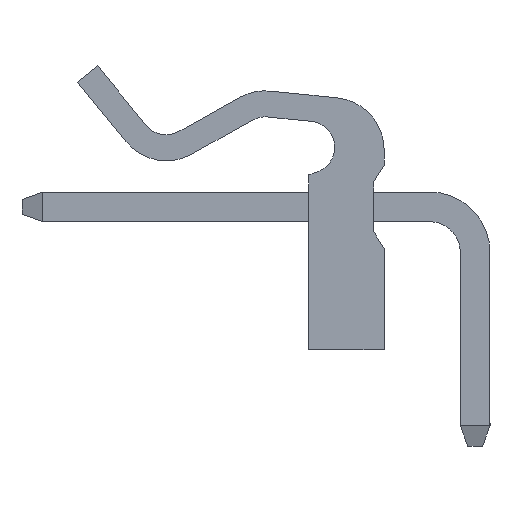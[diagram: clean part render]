
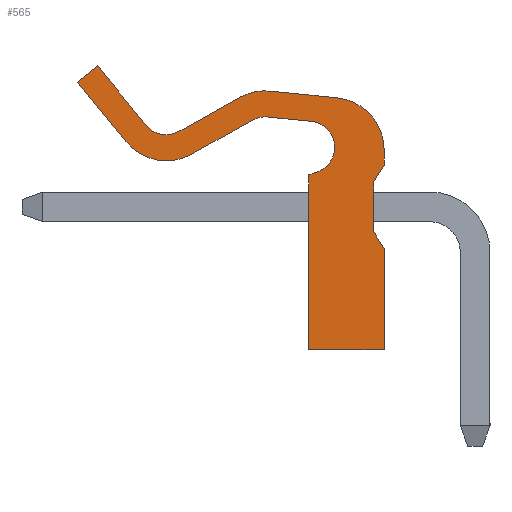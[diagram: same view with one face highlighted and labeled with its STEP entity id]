
A CAD part, left-side view. The second image highlights one B-rep face of the part: STEP entity #565.
In plain terms, the highlighted planar face has unit normal (-1, 0, 0).
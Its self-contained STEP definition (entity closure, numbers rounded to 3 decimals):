
#565=ADVANCED_FACE('',(#952),#954,.T.);
#952=FACE_BOUND('',#953,.T.);
#953=EDGE_LOOP('',(#1265,#1266,#1267,#1268,#1269,#1270,#1271,#1272,#1273,#1274,#1275,
#1276,#1277,#1278,#1279,#1280,#1281,#1282,#1283,#1284,#1285));
#954=PLANE('',#955);
#955=AXIS2_PLACEMENT_3D('',#956,#957,#958);
#956=CARTESIAN_POINT('',(-1.98,0.,0.));
#957=DIRECTION('',(-1.,0.,0.));
#958=DIRECTION('',(0.,0.,-1.));
#1265=ORIENTED_EDGE('',*,*,#1476,.T.);
#1266=ORIENTED_EDGE('',*,*,#1477,.T.);
#1267=ORIENTED_EDGE('',*,*,#1478,.T.);
#1268=ORIENTED_EDGE('',*,*,#1479,.T.);
#1269=ORIENTED_EDGE('',*,*,#1480,.T.);
#1270=ORIENTED_EDGE('',*,*,#1481,.T.);
#1271=ORIENTED_EDGE('',*,*,#1482,.T.);
#1272=ORIENTED_EDGE('',*,*,#1483,.T.);
#1273=ORIENTED_EDGE('',*,*,#1484,.T.);
#1274=ORIENTED_EDGE('',*,*,#1485,.T.);
#1275=ORIENTED_EDGE('',*,*,#1486,.T.);
#1276=ORIENTED_EDGE('',*,*,#1487,.T.);
#1277=ORIENTED_EDGE('',*,*,#1488,.T.);
#1278=ORIENTED_EDGE('',*,*,#1489,.T.);
#1279=ORIENTED_EDGE('',*,*,#1451,.T.);
#1280=ORIENTED_EDGE('',*,*,#1446,.T.);
#1281=ORIENTED_EDGE('',*,*,#1438,.T.);
#1282=ORIENTED_EDGE('',*,*,#1475,.T.);
#1283=ORIENTED_EDGE('',*,*,#1490,.T.);
#1284=ORIENTED_EDGE('',*,*,#1491,.T.);
#1285=ORIENTED_EDGE('',*,*,#1492,.T.);
#1438=EDGE_CURVE('',#1558,#1556,#1559,.T.);
#1446=EDGE_CURVE('',#1572,#1558,#1573,.T.);
#1451=EDGE_CURVE('',#1580,#1572,#1581,.T.);
#1475=EDGE_CURVE('',#1556,#1622,#1624,.T.);
#1476=EDGE_CURVE('',#1625,#1626,#1627,.T.);
#1477=EDGE_CURVE('',#1626,#1628,#1629,.T.);
#1478=EDGE_CURVE('',#1628,#1630,#1631,.T.);
#1479=EDGE_CURVE('',#1630,#1632,#1633,.T.);
#1480=EDGE_CURVE('',#1632,#1634,#1635,.T.);
#1481=EDGE_CURVE('',#1634,#1636,#1637,.T.);
#1482=EDGE_CURVE('',#1636,#1638,#1639,.T.);
#1483=EDGE_CURVE('',#1638,#1640,#1641,.T.);
#1484=EDGE_CURVE('',#1640,#1642,#1643,.T.);
#1485=EDGE_CURVE('',#1642,#1644,#1645,.T.);
#1486=EDGE_CURVE('',#1644,#1646,#1647,.T.);
#1487=EDGE_CURVE('',#1646,#1648,#1649,.T.);
#1488=EDGE_CURVE('',#1648,#1650,#1651,.T.);
#1489=EDGE_CURVE('',#1650,#1580,#1652,.T.);
#1490=EDGE_CURVE('',#1622,#1653,#1654,.T.);
#1491=EDGE_CURVE('',#1653,#1655,#1656,.T.);
#1492=EDGE_CURVE('',#1655,#1625,#1657,.T.);
#1556=VERTEX_POINT('',#1751);
#1558=VERTEX_POINT('',#1755);
#1559=LINE('',#1756,#1757);
#1572=VERTEX_POINT('',#1785);
#1573=LINE('',#1786,#1787);
#1580=VERTEX_POINT('',#1803);
#1581=LINE('',#1804,#1805);
#1622=VERTEX_POINT('',#1897);
#1624=LINE('',#1901,#1902);
#1625=VERTEX_POINT('',#1904);
#1626=VERTEX_POINT('',#1905);
#1627=CIRCLE('',#1906,2.);
#1628=VERTEX_POINT('',#1910);
#1629=LINE('',#1911,#1912);
#1630=VERTEX_POINT('',#1914);
#1631=CIRCLE('',#1915,2.);
#1632=VERTEX_POINT('',#1919);
#1633=LINE('',#1920,#1921);
#1634=VERTEX_POINT('',#1923);
#1635=CIRCLE('',#1924,1.);
#1636=VERTEX_POINT('',#1928);
#1637=LINE('',#1929,#1930);
#1638=VERTEX_POINT('',#1932);
#1639=LINE('',#1933,#1934);
#1640=VERTEX_POINT('',#1936);
#1641=LINE('',#1937,#1938);
#1642=VERTEX_POINT('',#1940);
#1643=CIRCLE('',#1941,2.);
#1644=VERTEX_POINT('',#1945);
#1645=LINE('',#1946,#1947);
#1646=VERTEX_POINT('',#1949);
#1647=CIRCLE('',#1950,1.);
#1648=VERTEX_POINT('',#1954);
#1649=LINE('',#1955,#1956);
#1650=VERTEX_POINT('',#1958);
#1651=CIRCLE('',#1959,1.);
#1652=LINE('',#1963,#1964);
#1653=VERTEX_POINT('',#1966);
#1654=LINE('',#1967,#1968);
#1655=VERTEX_POINT('',#1970);
#1656=LINE('',#1971,#1972);
#1657=LINE('',#1974,#1975);
#1751=CARTESIAN_POINT('',(-1.98,3.5,3.9));
#1755=CARTESIAN_POINT('',(-1.98,3.5,0.));
#1756=CARTESIAN_POINT('',(-1.98,3.5,0.));
#1757=VECTOR('',#1758,1.);
#1758=DIRECTION('',(0.,0.,1.));
#1785=CARTESIAN_POINT('',(-1.98,6.4,0.));
#1786=CARTESIAN_POINT('',(-1.98,6.4,0.));
#1787=VECTOR('',#1788,1.);
#1788=DIRECTION('',(0.,-1.,0.));
#1803=CARTESIAN_POINT('',(-1.98,6.4,6.727));
#1804=CARTESIAN_POINT('',(-1.98,6.4,6.727));
#1805=VECTOR('',#1806,1.);
#1806=DIRECTION('',(0.,0.,-1.));
#1897=CARTESIAN_POINT('',(-1.98,3.9,4.54));
#1901=CARTESIAN_POINT('',(-1.98,3.5,3.9));
#1902=VECTOR('',#1903,1.);
#1903=DIRECTION('',(0.,0.53,0.848));
#1904=CARTESIAN_POINT('',(-1.98,3.5,7.7));
#1905=CARTESIAN_POINT('',(-1.98,5.299,9.69));
#1906=AXIS2_PLACEMENT_3D('',#1907,#1908,#1909);
#1907=CARTESIAN_POINT('',(-1.98,5.5,7.7));
#1908=DIRECTION('',(-1.,-0.,-0.));
#1909=DIRECTION('',(0.,-1.,0.));
#1910=CARTESIAN_POINT('',(-1.98,7.871,9.95));
#1911=CARTESIAN_POINT('',(-1.98,5.299,9.69));
#1912=VECTOR('',#1913,1.);
#1913=DIRECTION('',(0.,0.995,0.101));
#1914=CARTESIAN_POINT('',(-1.98,9.049,9.705));
#1915=AXIS2_PLACEMENT_3D('',#1916,#1917,#1918);
#1916=CARTESIAN_POINT('',(-1.98,8.072,7.96));
#1917=DIRECTION('',(-1.,-0.,-0.));
#1918=DIRECTION('',(0.,-0.101,0.995));
#1919=CARTESIAN_POINT('',(-1.98,11.386,8.397));
#1920=CARTESIAN_POINT('',(-1.98,9.049,9.705));
#1921=VECTOR('',#1922,1.);
#1922=DIRECTION('',(0.,0.873,-0.488));
#1923=CARTESIAN_POINT('',(-1.98,12.649,8.638));
#1924=AXIS2_PLACEMENT_3D('',#1925,#1926,#1927);
#1925=CARTESIAN_POINT('',(-1.98,11.874,9.27));
#1926=DIRECTION('',(1.,0.,0.));
#1927=DIRECTION('',(0.,-0.488,-0.873));
#1928=CARTESIAN_POINT('',(-1.98,14.515,10.922));
#1929=CARTESIAN_POINT('',(-1.98,12.649,8.638));
#1930=VECTOR('',#1931,1.);
#1931=DIRECTION('',(0.,0.632,0.775));
#1932=CARTESIAN_POINT('',(-1.98,15.289,10.29));
#1933=CARTESIAN_POINT('',(-1.98,14.515,10.922));
#1934=VECTOR('',#1935,1.);
#1935=DIRECTION('',(0.,0.775,-0.632));
#1936=CARTESIAN_POINT('',(-1.98,13.424,8.005));
#1937=CARTESIAN_POINT('',(-1.98,15.289,10.29));
#1938=VECTOR('',#1939,1.);
#1939=DIRECTION('',(0.,-0.632,-0.775));
#1940=CARTESIAN_POINT('',(-1.98,10.898,7.525));
#1941=AXIS2_PLACEMENT_3D('',#1942,#1943,#1944);
#1942=CARTESIAN_POINT('',(-1.98,11.874,9.27));
#1943=DIRECTION('',(-1.,-0.,-0.));
#1944=DIRECTION('',(0.,0.775,-0.632));
#1945=CARTESIAN_POINT('',(-1.98,8.561,8.833));
#1946=CARTESIAN_POINT('',(-1.98,10.898,7.525));
#1947=VECTOR('',#1948,1.);
#1948=DIRECTION('',(0.,-0.873,0.488));
#1949=CARTESIAN_POINT('',(-1.98,7.972,8.955));
#1950=AXIS2_PLACEMENT_3D('',#1951,#1952,#1953);
#1951=CARTESIAN_POINT('',(-1.98,8.072,7.96));
#1952=DIRECTION('',(1.,0.,0.));
#1953=DIRECTION('',(0.,0.488,0.873));
#1954=CARTESIAN_POINT('',(-1.98,6.299,8.786));
#1955=CARTESIAN_POINT('',(-1.98,7.972,8.955));
#1956=VECTOR('',#1957,1.);
#1957=DIRECTION('',(0.,-0.995,-0.101));
#1958=CARTESIAN_POINT('',(-1.98,6.058,6.851));
#1959=AXIS2_PLACEMENT_3D('',#1960,#1961,#1962);
#1960=CARTESIAN_POINT('',(-1.98,6.4,7.791));
#1961=DIRECTION('',(1.,0.,0.));
#1962=DIRECTION('',(0.,-0.101,0.995));
#1963=CARTESIAN_POINT('',(-1.98,6.058,6.851));
#1964=VECTOR('',#1965,1.);
#1965=DIRECTION('',(0.,0.94,-0.342));
#1966=CARTESIAN_POINT('',(-1.98,3.9,6.46));
#1967=CARTESIAN_POINT('',(-1.98,3.9,4.54));
#1968=VECTOR('',#1969,1.);
#1969=DIRECTION('',(0.,0.,1.));
#1970=CARTESIAN_POINT('',(-1.98,3.5,7.1));
#1971=CARTESIAN_POINT('',(-1.98,3.9,6.46));
#1972=VECTOR('',#1973,1.);
#1973=DIRECTION('',(0.,-0.53,0.848));
#1974=CARTESIAN_POINT('',(-1.98,3.5,7.1));
#1975=VECTOR('',#1976,1.);
#1976=DIRECTION('',(0.,0.,1.));
